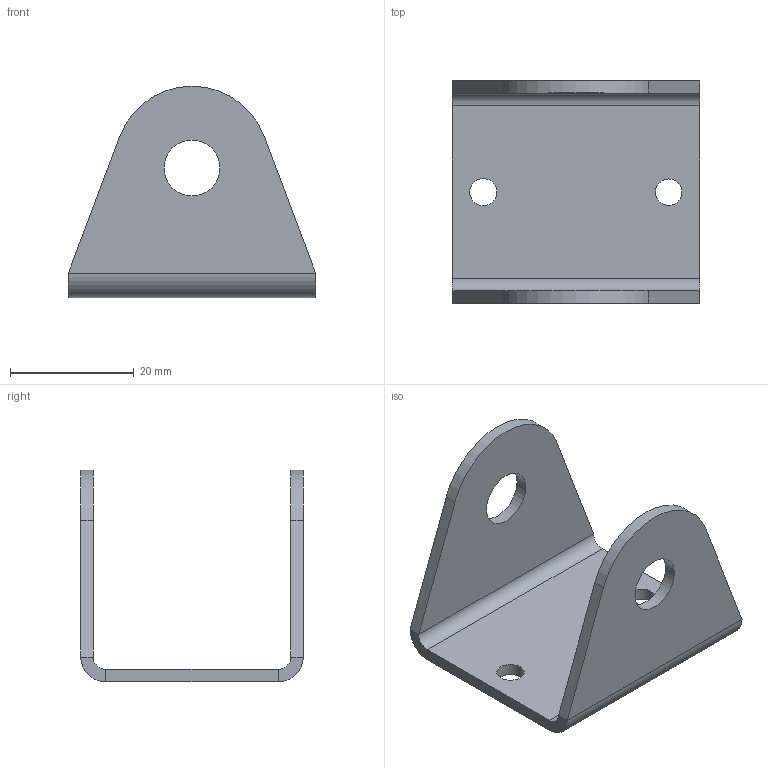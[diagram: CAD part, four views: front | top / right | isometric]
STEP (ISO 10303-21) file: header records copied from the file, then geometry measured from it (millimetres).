
FILE_DESCRIPTION(/* description */ (''),/* implementation_level */ '2;1');
FILE_NAME(/* name */ 'U pr bas téléscopique v7.step',/* time_stamp */ '2023-03-24T12:45:33+01:00',/* author */ (''),/* organization */ (''),/* preprocessor_version */ 'ST-DEVELOPER v18.1',/* originating_system */ 'Autodesk Translation Framework v10.10.0.1391',/* authorisation */ '');
FILE_SCHEMA (('AUTOMOTIVE_DESIGN { 1 0 10303 214 3 1 1 }'));
Length unit declared in the file: millimetre
Products named in the file (1): U pr bas téléscopique
Bounding box: 40 x 36 x 34.23 mm (x, y, z)
Volume: 6037.6 mm3; surface area: 6665.3 mm2
Topology: 1 solids, 1 shells, 26 faces, 56 edges, 32 vertices
Faces by surface type: plane 16, cylinder 10
Full cylindrical faces by diameter (mm): 4.3 x1, 4.4 x1, 9 x2
Entity records: 741 total; most frequent: DIRECTION 130, CARTESIAN_POINT 115, ORIENTED_EDGE 112, EDGE_CURVE 56, AXIS2_PLACEMENT_3D 47, LINE 36, VECTOR 36, EDGE_LOOP 34
